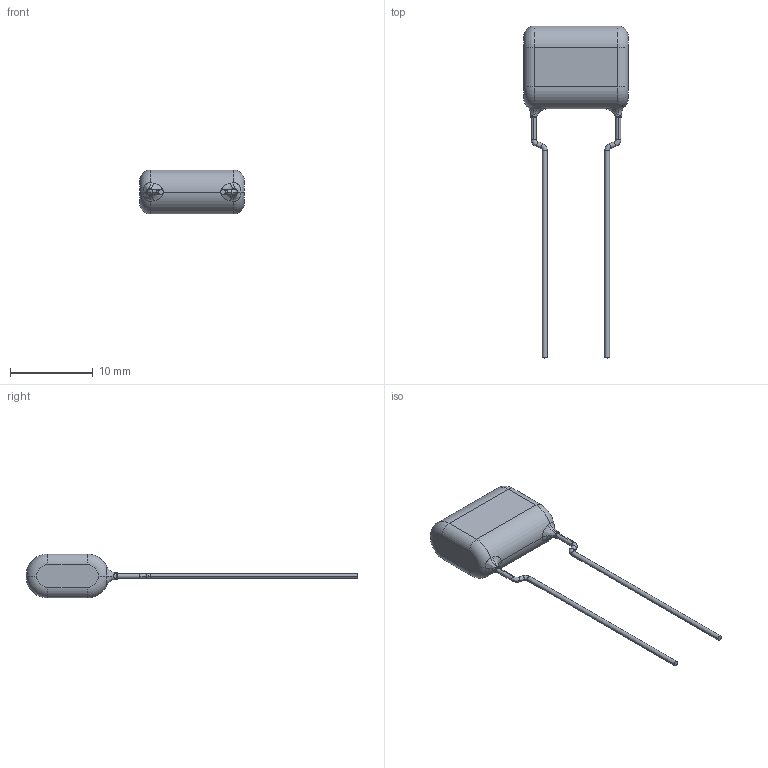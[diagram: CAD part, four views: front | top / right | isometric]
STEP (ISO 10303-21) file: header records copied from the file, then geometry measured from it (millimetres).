
FILE_DESCRIPTION (( 'STEP AP214' ), '1' );
FILE_NAME ('ECWFD2W274J4.STEP', '2021-05-26T15:52:02', ( '' ), ( '' ), 'SwSTEP 2.0', 'SolidWorks 2020', '' );
FILE_SCHEMA (( 'AUTOMOTIVE_DESIGN' ));
Length unit declared in the file: millimetre
Products named in the file (1): ECWFD2W274J4
Bounding box: 12.6 x 40 x 5.3 mm (x, y, z)
Volume: 594.3 mm3; surface area: 510.5 mm2
Topology: 3 solids, 3 shells, 68 faces, 148 edges, 86 vertices
Faces by surface type: torus 20, cylinder 20, bspline 12, plane 10, cone 6
Entity records: 2266 total; most frequent: CARTESIAN_POINT 763, DIRECTION 324, ORIENTED_EDGE 296, EDGE_CURVE 148, AXIS2_PLACEMENT_3D 147, CIRCLE 90, VERTEX_POINT 86, ADVANCED_FACE 68
